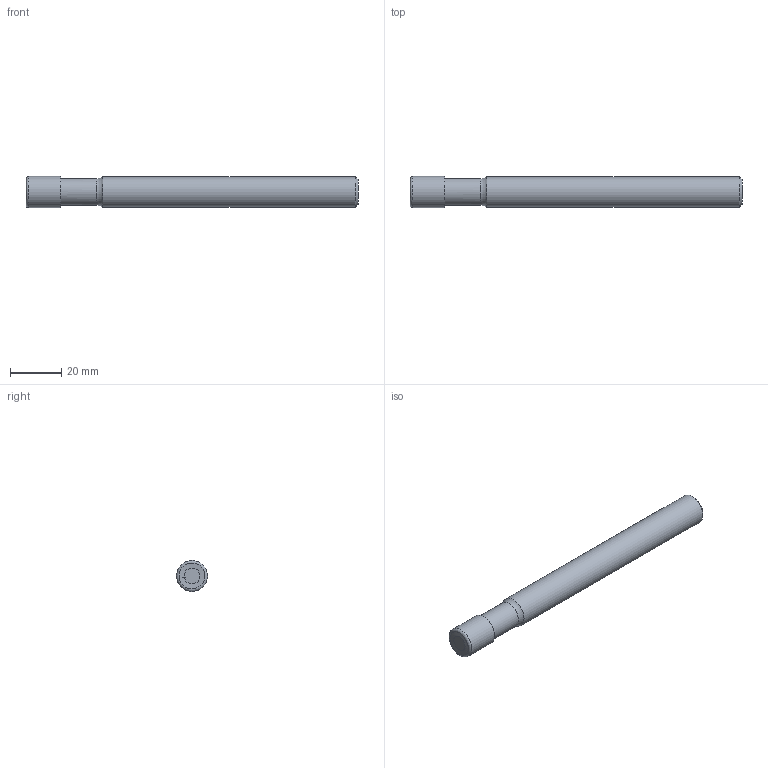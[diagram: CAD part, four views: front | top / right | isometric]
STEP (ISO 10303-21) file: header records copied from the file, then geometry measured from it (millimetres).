
FILE_DESCRIPTION(/* description */ (''),/* implementation_level */ '2;1');
FILE_NAME(/* name */ '12K2R030A12-SLC12-A-SIM.stp',/* time_stamp */ '2020-02-05T09:19:18+01:00',/* author */ (''),/* organization */ (''),/* preprocessor_version */ 'ST-DEVELOPER v16.7',/* originating_system */ 'SIEMENS PLM Software NX 12.0',/* authorisation */ '');
FILE_SCHEMA (('AUTOMOTIVE_DESIGN { 1 0 10303 214 3 1 1 1 }'));
Length unit declared in the file: millimetre
Products named in the file (1): hm1532102F367oon
Bounding box: 129.97 x 12.2 x 12.2 mm (x, y, z)
Volume: 15227.2 mm3; surface area: 5607 mm2
Topology: 2 solids, 2 shells, 16 faces, 33 edges, 21 vertices
Faces by surface type: plane 7, cylinder 3, cone 3, revolution 2, torus 1
Full cylindrical faces by diameter (mm): 10.5 x1, 12 x1, 12.198 x1
Entity records: 406 total; most frequent: CARTESIAN_POINT 68, DIRECTION 67, ORIENTED_EDGE 44, AXIS2_PLACEMENT_3D 28, EDGE_LOOP 23, EDGE_CURVE 22, VERTEX_POINT 17, ADVANCED_FACE 16
